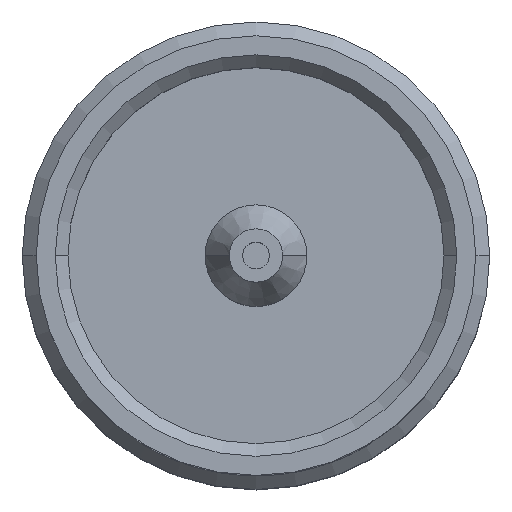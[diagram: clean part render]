
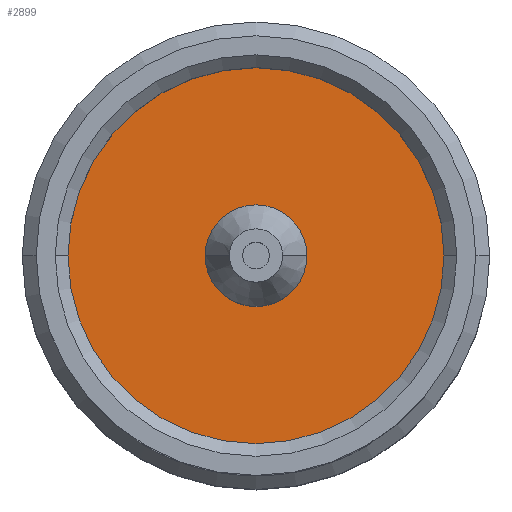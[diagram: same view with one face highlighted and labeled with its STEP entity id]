
A CAD part, top view. The second image highlights one B-rep face of the part: STEP entity #2899.
In plain terms, the highlighted planar face has unit normal (0, 0, 1).
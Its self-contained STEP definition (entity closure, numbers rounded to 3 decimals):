
#33 = EDGE_LOOP ( 'NONE', ( #8922, #8931 ) ) ;
#615 = CIRCLE ( 'NONE', #11944, 2. ) ;
#1288 = CARTESIAN_POINT ( 'NONE',  ( 0., 0., 2.175 ) ) ;
#1289 = DIRECTION ( 'NONE',  ( 0., 0., 1. ) ) ;
#1290 = DIRECTION ( 'NONE',  ( -1., 0., 0. ) ) ;
#1468 = CARTESIAN_POINT ( 'NONE',  ( 0., 0., 2.175 ) ) ;
#1469 = DIRECTION ( 'NONE',  ( 0., 0., 1. ) ) ;
#1470 = DIRECTION ( 'NONE',  ( -1., 0., 0. ) ) ;
#1573 = CARTESIAN_POINT ( 'NONE',  ( 0., 0., 2.175 ) ) ;
#1574 = DIRECTION ( 'NONE',  ( 0., 0., 1. ) ) ;
#1575 = DIRECTION ( 'NONE',  ( -1., 0., 0. ) ) ;
#1659 = CARTESIAN_POINT ( 'NONE',  ( 7.4, 0., 2.175 ) ) ;
#1664 = CARTESIAN_POINT ( 'NONE',  ( -7.4, 0., 2.175 ) ) ;
#1774 = CIRCLE ( 'NONE', #11963, 7.4 ) ;
#1805 = CIRCLE ( 'NONE', #11971, 7.4 ) ;
#2451 = CARTESIAN_POINT ( 'NONE',  ( 2., 0., 2.175 ) ) ;
#2467 = CARTESIAN_POINT ( 'NONE',  ( -2., 0., 2.175 ) ) ;
#2899 = ADVANCED_FACE ( 'NONE', ( #8406, #8405 ), #6942, .F. ) ;
#3850 = EDGE_CURVE ( 'NONE', #8228, #8215, #615, .T. ) ;
#3967 = EDGE_CURVE ( 'NONE', #6042, #6060, #1774, .T. ) ;
#4060 = EDGE_CURVE ( 'NONE', #6060, #6042, #1805, .T. ) ;
#4488 = CIRCLE ( 'NONE', #4602, 2. ) ;
#4602 = AXIS2_PLACEMENT_3D ( 'NONE', #4878, #4879, #4880 ) ;
#4878 = CARTESIAN_POINT ( 'NONE',  ( 0., 0., 2.175 ) ) ;
#4879 = DIRECTION ( 'NONE',  ( 0., 0., 1. ) ) ;
#4880 = DIRECTION ( 'NONE',  ( -1., 0., 0. ) ) ;
#6042 = VERTEX_POINT ( 'NONE', #1659 ) ;
#6060 = VERTEX_POINT ( 'NONE', #1664 ) ;
#6558 = EDGE_LOOP ( 'NONE', ( #8799, #8877 ) ) ;
#6942 = PLANE ( 'NONE',  #10787 ) ;
#6968 = CARTESIAN_POINT ( 'NONE',  ( 0., 0., 2.175 ) ) ;
#6970 = DIRECTION ( 'NONE',  ( -1., 0., 0. ) ) ;
#6973 = DIRECTION ( 'NONE',  ( 0., 0., -1. ) ) ;
#8215 = VERTEX_POINT ( 'NONE', #2451 ) ;
#8228 = VERTEX_POINT ( 'NONE', #2467 ) ;
#8405 = FACE_BOUND ( 'NONE', #6558, .T. ) ;
#8406 = FACE_OUTER_BOUND ( 'NONE', #33, .T. ) ;
#8799 = ORIENTED_EDGE ( 'NONE', *, *, #10567, .F. ) ;
#8877 = ORIENTED_EDGE ( 'NONE', *, *, #3850, .F. ) ;
#8922 = ORIENTED_EDGE ( 'NONE', *, *, #3967, .T. ) ;
#8931 = ORIENTED_EDGE ( 'NONE', *, *, #4060, .T. ) ;
#10567 = EDGE_CURVE ( 'NONE', #8215, #8228, #4488, .T. ) ;
#10787 = AXIS2_PLACEMENT_3D ( 'NONE', #6968, #6973, #6970 ) ;
#11944 = AXIS2_PLACEMENT_3D ( 'NONE', #1288, #1289, #1290 ) ;
#11963 = AXIS2_PLACEMENT_3D ( 'NONE', #1468, #1469, #1470 ) ;
#11971 = AXIS2_PLACEMENT_3D ( 'NONE', #1573, #1574, #1575 ) ;
